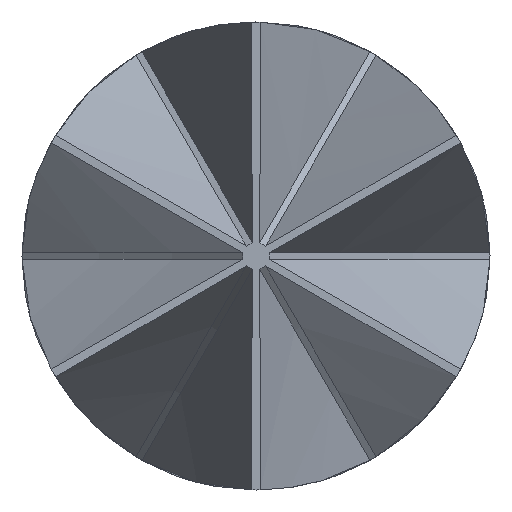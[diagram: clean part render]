
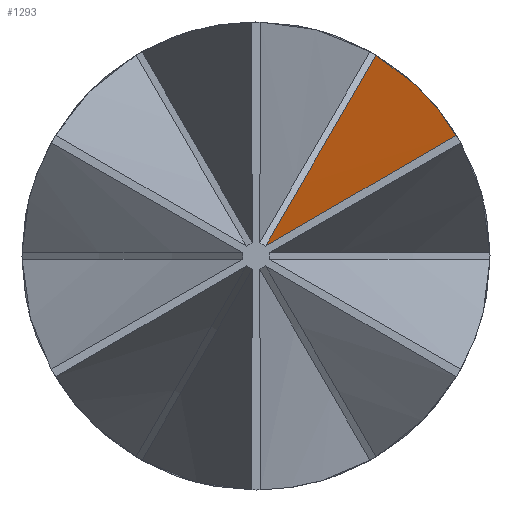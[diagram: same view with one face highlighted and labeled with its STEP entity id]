
A CAD part, left-side view. The second image highlights one B-rep face of the part: STEP entity #1293.
In plain terms, the highlighted conical face has half-angle 52 degrees and reference radius 4.128 mm.
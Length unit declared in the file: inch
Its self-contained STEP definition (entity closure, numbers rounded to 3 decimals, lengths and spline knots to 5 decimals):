
#55 = DIRECTION ( 'NONE',  ( 0., 0.866, 0.5 ) ) ;
#93 = VERTEX_POINT ( 'NONE', #953 ) ;
#111 = CARTESIAN_POINT ( 'NONE',  ( -0.2555, -0.00897, 0.01503 ) ) ;
#151 = CARTESIAN_POINT ( 'NONE',  ( -0.272, -0.01027, 0.00622 ) ) ;
#156 = CARTESIAN_POINT ( 'NONE',  ( -0.272, -0.00551, 0.00346 ) ) ;
#163 = DIRECTION ( 'NONE',  ( 0., -0.5, 0.866 ) ) ;
#188 = CIRCLE ( 'NONE', #618, 0.175 ) ;
#249 = CARTESIAN_POINT ( 'NONE',  ( -0.26637, -0.0136, 0.01134 ) ) ;
#373 = CARTESIAN_POINT ( 'NONE',  ( -0.272, -0.01499, 0.00904 ) ) ;
#428 = VERTEX_POINT ( 'NONE', #1049 ) ;
#473 = DIRECTION ( 'NONE',  ( 0., -0.5, 0.866 ) ) ;
#485 = VERTEX_POINT ( 'NONE', #111 ) ;
#618 = AXIS2_PLACEMENT_3D ( 'NONE', #1327, #55, #473 ) ;
#637 = AXIS2_PLACEMENT_3D ( 'NONE', #804, #1238, #163 ) ;
#719 = EDGE_CURVE ( 'NONE', #485, #428, #1093, .T. ) ;
#726 = EDGE_LOOP ( 'NONE', ( #1168, #915, #1357 ) ) ;
#748 = EDGE_CURVE ( 'NONE', #428, #93, #952, .T. ) ;
#804 = CARTESIAN_POINT ( 'NONE',  ( -0.38722, -0.07502, 0.10994 ) ) ;
#915 = ORIENTED_EDGE ( 'NONE', *, *, #1191, .T. ) ;
#952 = B_SPLINE_CURVE_WITH_KNOTS ( 'NONE', 3,
 ( #1219, #151, #156, #1321 ),
 .UNSPECIFIED., .F., .F.,
 ( 4, 4 ),
 ( 0.00167, 0.00209 ),
 .UNSPECIFIED. ) ;
#953 = CARTESIAN_POINT ( 'NONE',  ( -0.272, -0.00072, 0.00074 ) ) ;
#1049 = CARTESIAN_POINT ( 'NONE',  ( -0.272, -0.01499, 0.00904 ) ) ;
#1093 = B_SPLINE_CURVE_WITH_KNOTS ( 'NONE', 3,
 ( #1115, #1109, #249, #373 ),
 .UNSPECIFIED., .F., .F.,
 ( 4, 4 ),
 ( 0.0001, 0.00057 ),
 .UNSPECIFIED. ) ;
#1098 = CONICAL_SURFACE ( 'NONE', #637, 0.16252, 0.908 ) ;
#1109 = CARTESIAN_POINT ( 'NONE',  ( -0.26088, -0.01166, 0.01342 ) ) ;
#1115 = CARTESIAN_POINT ( 'NONE',  ( -0.2555, -0.00897, 0.01503 ) ) ;
#1168 = ORIENTED_EDGE ( 'NONE', *, *, #719, .F. ) ;
#1191 = EDGE_CURVE ( 'NONE', #485, #93, #188, .T. ) ;
#1219 = CARTESIAN_POINT ( 'NONE',  ( -0.272, -0.01499, 0.00904 ) ) ;
#1238 = DIRECTION ( 'NONE',  ( 0., 0.866, 0.5 ) ) ;
#1272 = FACE_OUTER_BOUND ( 'NONE', #726, .T. ) ;
#1293 = ADVANCED_FACE ( 'NONE', ( #1272 ), #1098, .F. ) ;
#1321 = CARTESIAN_POINT ( 'NONE',  ( -0.272, -0.00072, 0.00074 ) ) ;
#1327 = CARTESIAN_POINT ( 'NONE',  ( -0.38722, -0.06658, 0.11481 ) ) ;
#1357 = ORIENTED_EDGE ( 'NONE', *, *, #748, .F. ) ;
